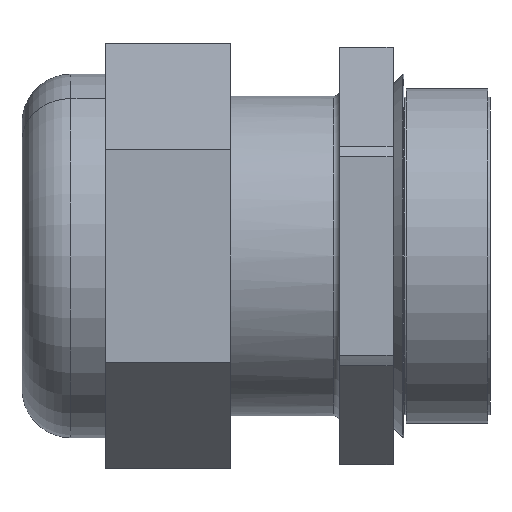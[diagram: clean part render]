
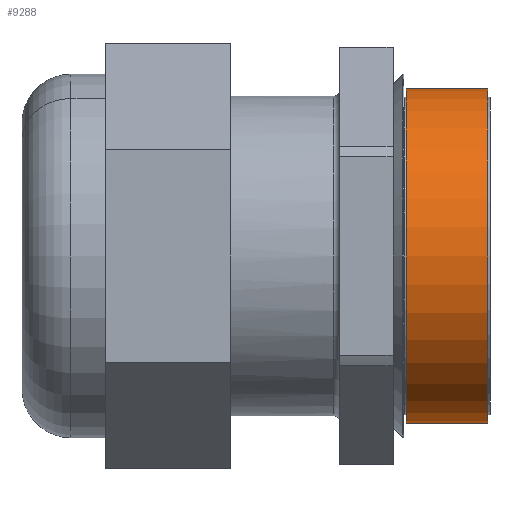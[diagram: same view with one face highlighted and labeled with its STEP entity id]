
A CAD part, left-side view. The second image highlights one B-rep face of the part: STEP entity #9288.
In plain terms, the highlighted cylindrical face has radius 20 mm (diameter 40 mm), a partial arc.
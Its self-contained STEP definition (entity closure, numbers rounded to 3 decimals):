
#271 = VERTEX_POINT ( 'NONE', #6641 ) ;
#522 = DIRECTION ( 'NONE',  ( 0., -1., 0. ) ) ;
#529 = ORIENTED_EDGE ( 'NONE', *, *, #8712, .T. ) ;
#598 = CARTESIAN_POINT ( 'NONE',  ( 0., -9.75, 20. ) ) ;
#765 = EDGE_CURVE ( 'NONE', #8481, #7886, #8602, .T. ) ;
#1708 = CARTESIAN_POINT ( 'NONE',  ( 0., -9.75, 0. ) ) ;
#1730 = VECTOR ( 'NONE', #6770, 1000. ) ;
#2559 = FACE_OUTER_BOUND ( 'NONE', #8681, .T. ) ;
#2579 = EDGE_CURVE ( 'NONE', #271, #7886, #2988, .T. ) ;
#2651 = DIRECTION ( 'NONE',  ( 0., 0., -1. ) ) ;
#2746 = CARTESIAN_POINT ( 'NONE',  ( 0., 26.95, -20. ) ) ;
#2988 = LINE ( 'NONE', #2746, #8261 ) ;
#3473 = DIRECTION ( 'NONE',  ( 0., -1., 0. ) ) ;
#3821 = EDGE_CURVE ( 'NONE', #4979, #8481, #4198, .T. ) ;
#4036 = CARTESIAN_POINT ( 'NONE',  ( 0., -19.5, 20. ) ) ;
#4198 = LINE ( 'NONE', #7180, #1730 ) ;
#4246 = DIRECTION ( 'NONE',  ( 0., 0., -1. ) ) ;
#4979 = VERTEX_POINT ( 'NONE', #598 ) ;
#5598 = CARTESIAN_POINT ( 'NONE',  ( 0., -19.5, -20. ) ) ;
#5604 = AXIS2_PLACEMENT_3D ( 'NONE', #8197, #8367, #8527 ) ;
#5737 = AXIS2_PLACEMENT_3D ( 'NONE', #8944, #522, #4246 ) ;
#6641 = CARTESIAN_POINT ( 'NONE',  ( 0., -9.75, -20. ) ) ;
#6770 = DIRECTION ( 'NONE',  ( 0., -1., 0. ) ) ;
#6987 = CIRCLE ( 'NONE', #7483, 20. ) ;
#7098 = ORIENTED_EDGE ( 'NONE', *, *, #765, .F. ) ;
#7180 = CARTESIAN_POINT ( 'NONE',  ( 0., 26.95, 20. ) ) ;
#7483 = AXIS2_PLACEMENT_3D ( 'NONE', #1708, #8262, #2651 ) ;
#7886 = VERTEX_POINT ( 'NONE', #5598 ) ;
#8197 = CARTESIAN_POINT ( 'NONE',  ( 0., -19.5, 0. ) ) ;
#8261 = VECTOR ( 'NONE', #3473, 1000. ) ;
#8262 = DIRECTION ( 'NONE',  ( 0., -1., 0. ) ) ;
#8367 = DIRECTION ( 'NONE',  ( 0., -1., 0. ) ) ;
#8481 = VERTEX_POINT ( 'NONE', #4036 ) ;
#8527 = DIRECTION ( 'NONE',  ( 0., 0., -1. ) ) ;
#8602 = CIRCLE ( 'NONE', #5604, 20. ) ;
#8681 = EDGE_LOOP ( 'NONE', ( #9905, #529, #10797, #7098 ) ) ;
#8712 = EDGE_CURVE ( 'NONE', #4979, #271, #6987, .T. ) ;
#8944 = CARTESIAN_POINT ( 'NONE',  ( 0., 26.95, 0. ) ) ;
#9288 = ADVANCED_FACE ( 'NONE', ( #2559 ), #9773, .T. ) ;
#9773 = CYLINDRICAL_SURFACE ( 'NONE', #5737, 20. ) ;
#9905 = ORIENTED_EDGE ( 'NONE', *, *, #3821, .F. ) ;
#10797 = ORIENTED_EDGE ( 'NONE', *, *, #2579, .T. ) ;
